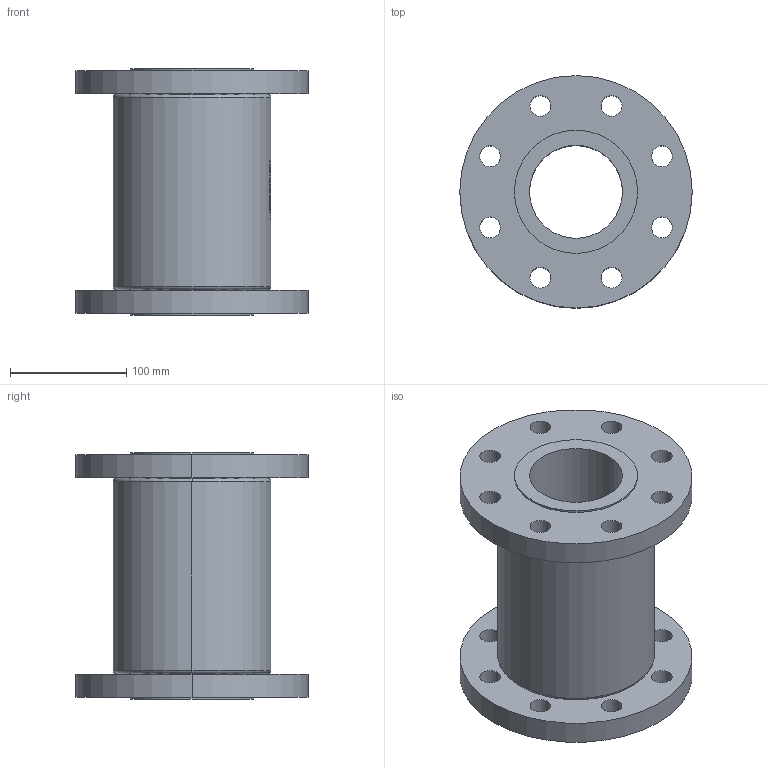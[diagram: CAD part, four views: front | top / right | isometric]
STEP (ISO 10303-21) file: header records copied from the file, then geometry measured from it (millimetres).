
FILE_DESCRIPTION (( 'STEP AP214' ), '1' );
FILE_NAME ('7150000_DN080_PN16_51422082.STEP', '2022-02-02T08:02:27', ( 'axxx' ), ( 'Hewlett-Packard Company' ), 'SwSTEP 2.0', 'SolidWorks 2019', '' );
FILE_SCHEMA (( 'AUTOMOTIVE_DESIGN' ));
Length unit declared in the file: millimetre
Products named in the file (1): 7150000_DN080_PN16_51422082
Bounding box: 200 x 200 x 212 mm (x, y, z)
Volume: 2573072.4 mm3; surface area: 284015.1 mm2
Topology: 1 solids, 1 shells, 556 faces, 1445 edges, 962 vertices
Faces by surface type: bspline 242, plane 239, cylinder 67, torus 8
Entity records: 30750 total; most frequent: CARTESIAN_POINT 18634, ORIENTED_EDGE 2890, DIRECTION 1714, EDGE_CURVE 1445, VERTEX_POINT 962, LINE 750, VECTOR 750, EDGE_LOOP 661
